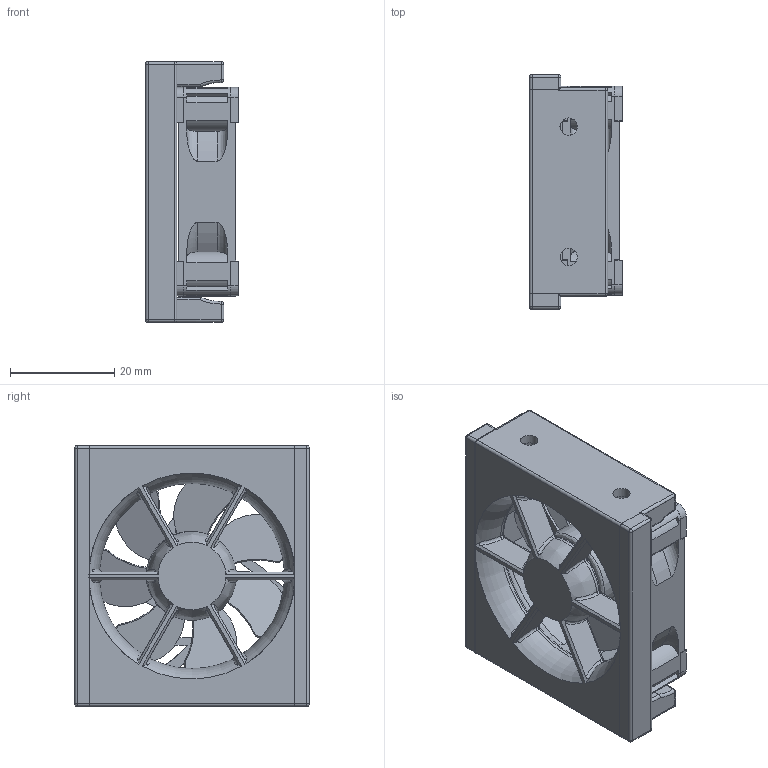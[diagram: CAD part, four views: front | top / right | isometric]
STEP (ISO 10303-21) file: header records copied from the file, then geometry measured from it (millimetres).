
FILE_DESCRIPTION(/* description */ (''),/* implementation_level */ '2;1');
FILE_NAME(/* name */ 'MotorSkirts_Fan_Cover_40mm.step',/* time_stamp */ '2022-02-28T22:42:07-08:00',/* author */ (''),/* organization */ (''),/* preprocessor_version */ 'ST-DEVELOPER v18.1',/* originating_system */ 'Autodesk Translation Framework v10.13.0.1454',/* authorisation */ '');
FILE_SCHEMA (('AUTOMOTIVE_DESIGN { 1 0 10303 214 3 1 1 }'));
Length unit declared in the file: millimetre
Products named in the file (4): MotorSkirts_Fan_Cover_30mm; Noctua-Fan-NF-A4x10_40mm; Noctua-NF-A4x10 v1; Noctua nf-a8-pwm fan 40x40x10 v2
Assembly tree (3 placements, depth 3):
  MotorSkirts_Fan_Cover_30mm
    Noctua-Fan-NF-A4x10_40mm
      Noctua-NF-A4x10 v1
      Noctua nf-a8-pwm fan 40x40x10 v2
Bounding box: 17.82 x 45 x 50 mm (x, y, z)
Volume: 27133.3 mm3; surface area: 23290.4 mm2
Topology: 19 solids, 19 shells, 916 faces, 2376 edges, 1493 vertices
Faces by surface type: cylinder 334, plane 260, bspline 162, torus 120, sphere 28, cone 12
Full cylindrical faces by diameter (mm): 3.3 x2, 3.326 x2, 4.318 x4, 4.7 x8, 5.74 x4, 6.25 x4, 13 x2, 16 x1, 17 x1
Entity records: 34165 total; most frequent: CARTESIAN_POINT 12074, ORIENTED_EDGE 4728, DIRECTION 4498, EDGE_CURVE 2364, AXIS2_PLACEMENT_3D 1790, VERTEX_POINT 1493, EDGE_LOOP 971, LINE 918
